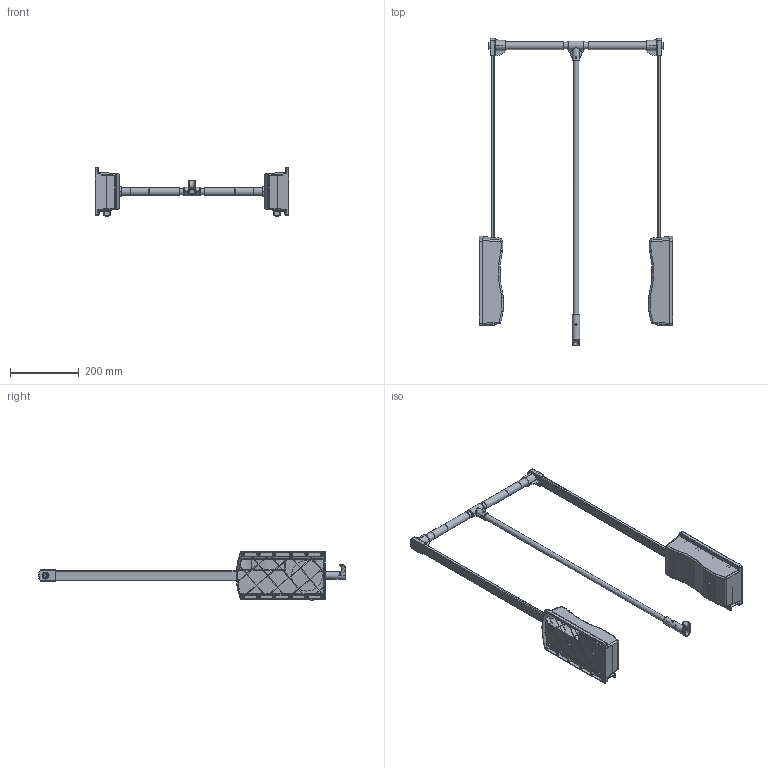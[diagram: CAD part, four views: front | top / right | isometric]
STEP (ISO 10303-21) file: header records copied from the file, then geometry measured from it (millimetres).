
FILE_DESCRIPTION(/* description */ (''),/* implementation_level */ '2;1');
FILE_NAME(/* name */ 'PG-ST4560-20-600_zam.stp',/* time_stamp */ '2023-07-12T15:10:08+02:00',/* author */ ('BartlomiejH'),/* organization */ (''),/* preprocessor_version */ 'ST-DEVELOPER v19.2',/* originating_system */ 'Autodesk Inventor 2023',/* authorisation */ '');
FILE_SCHEMA (('AUTOMOTIVE_DESIGN { 1 0 10303 214 3 1 1 }'));
Length unit declared in the file: millimetre
Products named in the file (22): PG-ST4560-20; PG-ST_P; PG-ST_P1; PG-ST_P2; PG-ST_PM; PG-ST_L; PG-ST_L1; PG-ST_L2; PG-ST_LM; PG-ST_PN; PG-ST_LN; PG-ST_DC-01; PG-ST_PL-01; PG-ST_LL-A; PG-ST_O1; PG-ST_O2; PG-ST_T; PG-ST_S1; PG-ST_S2; PG-ST_N; Uchwyt pantografu - 2019-07-15; PG-ST_W9
Assembly tree (22 placements, depth 2):
  PG-ST4560-20
    PG-ST_P
    PG-ST_P1
    PG-ST_P2
    PG-ST_PM
    PG-ST_L
    PG-ST_L1
    PG-ST_L2
    PG-ST_LM
    PG-ST_PN
    PG-ST_LN
    PG-ST_DC-01
    PG-ST_PL-01
    PG-ST_LL-A
    PG-ST_O1
    PG-ST_O2
    PG-ST_T
    PG-ST_S1
    PG-ST_S2
    PG-ST_N
    Uchwyt pantografu - 2019-07-15
    PG-ST_W9  x2
Bounding box: 564 x 894.39 x 142.35 mm (x, y, z)
Volume: 1668965.6 mm3; surface area: 1001728 mm2
Topology: 26 solids, 26 shells, 1325 faces, 3542 edges, 2259 vertices
Faces by surface type: plane 859, cylinder 250, bspline 105, cone 67, sphere 24, torus 20
Full cylindrical faces by diameter (mm): 3.3 x2, 3.5 x2, 4 x31, 5 x2, 5.8 x1, 6 x3, 6.647 x2, 8 x26, 9 x4, 10 x2, 14 x3, 16 x1, 16.5 x1, 17 x3, 18 x1, 19 x1, 20 x6, 21 x1, 22 x1, 22.5 x1, 23 x2, 24 x2, 25 x1, 30 x1, 90 x4
Entity records: 47063 total; most frequent: CARTESIAN_POINT 13637, ORIENTED_EDGE 6974, DIRECTION 6425, EDGE_CURVE 3487, LINE 2427, VECTOR 2427, VERTEX_POINT 2229, AXIS2_PLACEMENT_3D 1999
